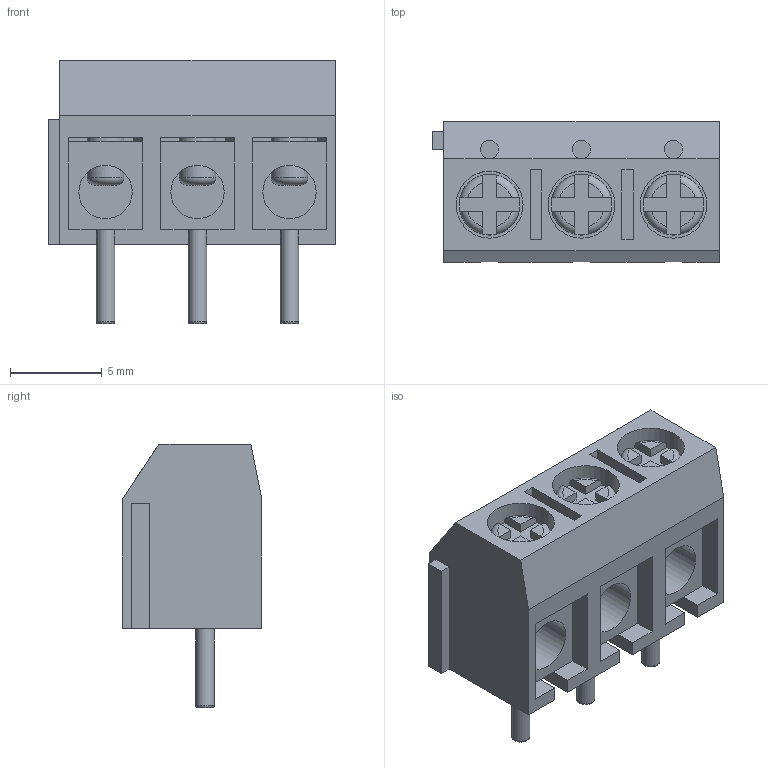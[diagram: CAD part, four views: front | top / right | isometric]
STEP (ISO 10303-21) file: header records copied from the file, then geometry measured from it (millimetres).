
FILE_DESCRIPTION( ( '' ), ' ' );
FILE_NAME( '5cbf404683f9ef15bea79248.step', '2019-04-23T16:41:43', ( '' ), ( '' ), ' ', ' ', ' ' );
FILE_SCHEMA( ( 'AUTOMOTIVE_DESIGN { 1 0 10303 214 1 1 1 1 }' ) );
Length unit declared in the file: metre
Products named in the file (4): DG301-5.0-03-Part 2; DG301-5.0-03-Body
Bounding box: 15.6 x 7.6 x 14.3 mm (x, y, z)
Volume: 751.8 mm3; surface area: 1783.9 mm2
Topology: 4 solids, 4 shells, 179 faces, 467 edges, 307 vertices
Faces by surface type: plane 134, cylinder 27, torus 18
Full cylindrical faces by diameter (mm): 1 x6, 2 x6, 2.5 x3, 2.9 x3, 3.3 x3, 3.64 x3
Entity records: 6910 total; most frequent: CARTESIAN_POINT 1302, ORIENTED_EDGE 844, DIRECTION 794, EDGE_CURVE 422, VERTEX_POINT 292, AXIS2_PLACEMENT_3D 276, LINE 242, VECTOR 242
